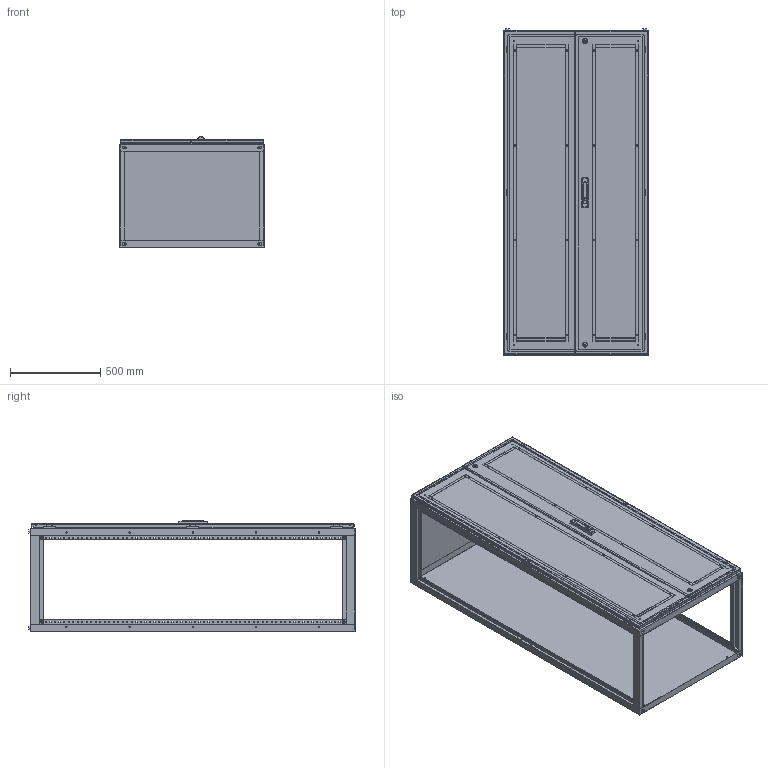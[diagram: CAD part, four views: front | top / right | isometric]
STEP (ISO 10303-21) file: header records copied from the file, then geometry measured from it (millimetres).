
FILE_DESCRIPTION (( 'STEP AP203' ), '1' );
FILE_NAME ('YKM50-1800-800-600-2D-54 ÂÐÓ ñáîðíûé êîðïóñ 1800õ800õ600-2Ä IP54 SMART IEK.STEP', '2021-01-29T09:10:12', ( '' ), ( '' ), 'SwSTEP 2.0', 'SolidWorks 2017', '' );
FILE_SCHEMA (( 'CONFIG_CONTROL_DESIGN' ));
Length unit declared in the file: millimetre
Products named in the file (4): Äâåðü äëÿ ÂÐÓ 1800õ800 IP54 Ëåâàÿ; Êàðêàñ ÂÐÓ 1800õ800õ600 -2Ä; Äâåðü äëÿ ÂÐÓ 1800õ800 IP54 Ïðàâàÿ; YKM50-1800-800-600-2D-54 ÂÐÓ ñáîðíûé êîðïóñ 1800õ800õ600-2Ä IP54 SMART IEK
Assembly tree (3 placements, depth 2):
  YKM50-1800-800-600-2D-54 ÂÐÓ ñáîðíûé êîðïóñ 1800õ800õ600-2Ä IP54 SMART IEK
    Êàðêàñ ÂÐÓ 1800õ800õ600 -2Ä
    Äâåðü äëÿ ÂÐÓ 1800õ800 IP54 Ëåâàÿ
    Äâåðü äëÿ ÂÐÓ 1800õ800 IP54 Ïðàâàÿ
Bounding box: 800 x 1808 x 612.4 mm (x, y, z)
Volume: 8935753.4 mm3; surface area: 11431879.8 mm2
Topology: 65 solids, 73 shells, 4890 faces, 13255 edges, 8546 vertices
Faces by surface type: plane 2606, cylinder 1822, cone 272, sphere 78, torus 64, bspline 48
Entity records: 163031 total; most frequent: CARTESIAN_POINT 34593, ORIENTED_EDGE 26354, DIRECTION 26103, EDGE_CURVE 13177, AXIS2_PLACEMENT_3D 8892, VERTEX_POINT 8546, LINE 8319, VECTOR 8319
